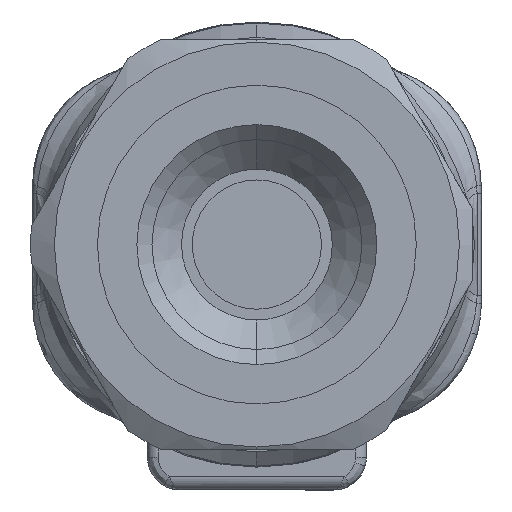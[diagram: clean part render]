
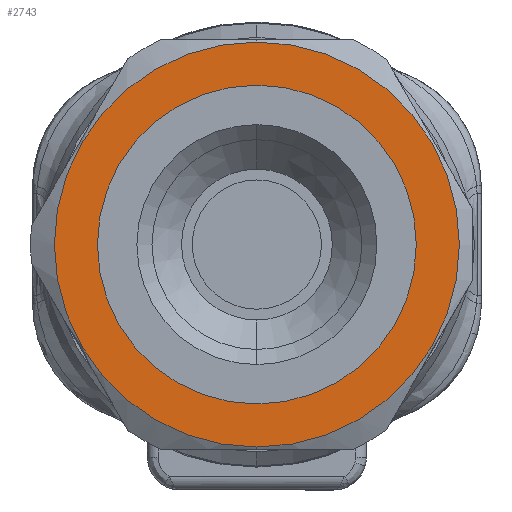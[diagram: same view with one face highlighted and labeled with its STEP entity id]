
A CAD part, front view. The second image highlights one B-rep face of the part: STEP entity #2743.
In plain terms, the highlighted planar face has unit normal (0, -1, 0).
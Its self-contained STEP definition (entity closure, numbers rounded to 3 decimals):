
#244 = ORIENTED_EDGE ( 'NONE', *, *, #11021, .T. ) ;
#626 = DIRECTION ( 'NONE',  ( 0., -1., 0. ) ) ;
#1005 = DIRECTION ( 'NONE',  ( 0., -1., 0. ) ) ;
#1079 = EDGE_LOOP ( 'NONE', ( #5061, #1233 ) ) ;
#1099 = DIRECTION ( 'NONE',  ( 0., -1., 0. ) ) ;
#1233 = ORIENTED_EDGE ( 'NONE', *, *, #9040, .F. ) ;
#1364 = CIRCLE ( 'NONE', #1498, 9.4 ) ;
#1498 = AXIS2_PLACEMENT_3D ( 'NONE', #8920, #626, #9005 ) ;
#1814 = EDGE_CURVE ( 'NONE', #11529, #8720, #8704, .T. ) ;
#2064 = CARTESIAN_POINT ( 'NONE',  ( 0., 4.5, -9.4 ) ) ;
#2743 = ADVANCED_FACE ( 'NONE', ( #8377, #7273 ), #4093, .T. ) ;
#2779 = VERTEX_POINT ( 'NONE', #13302 ) ;
#2787 = VERTEX_POINT ( 'NONE', #2064 ) ;
#3484 = DIRECTION ( 'NONE',  ( 0., 0., -1. ) ) ;
#3611 = CARTESIAN_POINT ( 'NONE',  ( 0., 4.5, 0. ) ) ;
#3778 = DIRECTION ( 'NONE',  ( 0., 0., -1. ) ) ;
#4093 = PLANE ( 'NONE',  #5529 ) ;
#4441 = AXIS2_PLACEMENT_3D ( 'NONE', #10019, #4867, #3778 ) ;
#4867 = DIRECTION ( 'NONE',  ( 0., -1., 0. ) ) ;
#5052 = CARTESIAN_POINT ( 'NONE',  ( 0., 4.5, 0. ) ) ;
#5061 = ORIENTED_EDGE ( 'NONE', *, *, #1814, .F. ) ;
#5529 = AXIS2_PLACEMENT_3D ( 'NONE', #8234, #1099, #6085 ) ;
#5616 = AXIS2_PLACEMENT_3D ( 'NONE', #5052, #1005, #7181 ) ;
#6085 = DIRECTION ( 'NONE',  ( 0., 0., -1. ) ) ;
#6352 = ORIENTED_EDGE ( 'NONE', *, *, #10693, .T. ) ;
#6526 = CARTESIAN_POINT ( 'NONE',  ( 0., 4.5, 7.4 ) ) ;
#7181 = DIRECTION ( 'NONE',  ( 0., 0., -1. ) ) ;
#7273 = FACE_BOUND ( 'NONE', #1079, .T. ) ;
#7781 = CIRCLE ( 'NONE', #13015, 9.4 ) ;
#8234 = CARTESIAN_POINT ( 'NONE',  ( 9.4, 4.5, 0. ) ) ;
#8377 = FACE_OUTER_BOUND ( 'NONE', #13290, .T. ) ;
#8704 = CIRCLE ( 'NONE', #4441, 7.4 ) ;
#8720 = VERTEX_POINT ( 'NONE', #6526 ) ;
#8920 = CARTESIAN_POINT ( 'NONE',  ( 0., 4.5, 0. ) ) ;
#9005 = DIRECTION ( 'NONE',  ( 0., 0., -1. ) ) ;
#9040 = EDGE_CURVE ( 'NONE', #8720, #11529, #11232, .T. ) ;
#10019 = CARTESIAN_POINT ( 'NONE',  ( 0., 4.5, 0. ) ) ;
#10693 = EDGE_CURVE ( 'NONE', #2787, #2779, #7781, .T. ) ;
#11021 = EDGE_CURVE ( 'NONE', #2779, #2787, #1364, .T. ) ;
#11232 = CIRCLE ( 'NONE', #5616, 7.4 ) ;
#11529 = VERTEX_POINT ( 'NONE', #13319 ) ;
#12863 = DIRECTION ( 'NONE',  ( 0., -1., 0. ) ) ;
#13015 = AXIS2_PLACEMENT_3D ( 'NONE', #3611, #12863, #3484 ) ;
#13290 = EDGE_LOOP ( 'NONE', ( #244, #6352 ) ) ;
#13302 = CARTESIAN_POINT ( 'NONE',  ( 0., 4.5, 9.4 ) ) ;
#13319 = CARTESIAN_POINT ( 'NONE',  ( 0., 4.5, -7.4 ) ) ;
